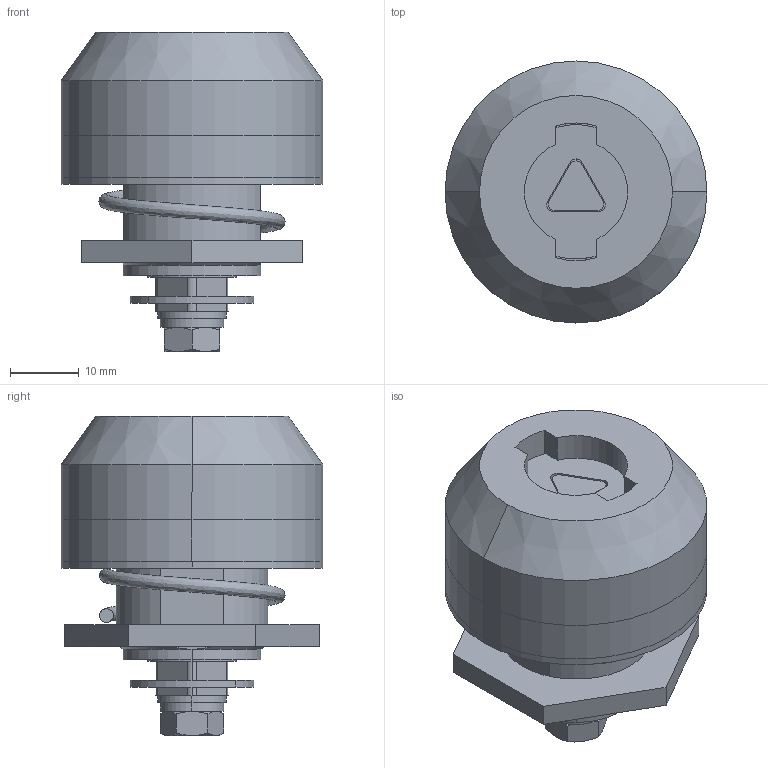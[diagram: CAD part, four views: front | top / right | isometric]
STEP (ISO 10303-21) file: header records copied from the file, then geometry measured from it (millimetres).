
FILE_DESCRIPTION (( 'STEP AP203' ), '1' );
FILE_NAME ('A-1326-4.STEP', '2022-03-04T02:48:11', ( '' ), ( '' ), 'SwSTEP 2.0', 'SolidWorks 2021', '' );
FILE_SCHEMA (( 'CONFIG_CONTROL_DESIGN' ));
Length unit declared in the file: millimetre
Products named in the file (12): A-1326-4_ハウジング_; A-1326-4_六角ナット_; A-1326-4_十字穴付皿小ねじ_内径基準ver1.02__M3x10十字穴付皿小ねじ(SUS); A-1326-4_角ワッシャー_; A-1326-4_六角ボルト_内径基準ver1.03__M5x10十字穴付六角ボルト(SUS)ダブルセムス(P3); A-1326-4_シャッター_; A-1326-4_シャフト_; A-1326-4_リングワッシャー_; A-1326-4; A-1326-4_スペーサー_; A-1326-4_受座_; A-1326-4_防水パッキン_
Assembly tree (12 placements, depth 2):
  A-1326-4
    A-1326-4_ハウジング_
    A-1326-4_受座_
    A-1326-4_シャフト_
    A-1326-4_シャッター_
    A-1326-4_スペーサー_
    A-1326-4_十字穴付皿小ねじ_内径基準ver1.02__M3x10十字穴付皿小ねじ(SUS)  x2
    A-1326-4_防水パッキン_
    A-1326-4_六角ナット_
    A-1326-4_角ワッシャー_
    A-1326-4_リングワッシャー_
    A-1326-4_六角ボルト_内径基準ver1.03__M5x10十字穴付六角ボルト(SUS)ダブルセムス(P3)
Bounding box: 38 x 38 x 46.3 mm (x, y, z)
Volume: 26378.8 mm3; surface area: 17103.2 mm2
Topology: 12 solids, 12 shells, 291 faces, 712 edges, 459 vertices
Faces by surface type: plane 150, cylinder 101, cone 38, bspline 2
Entity records: 9394 total; most frequent: CARTESIAN_POINT 1991, DIRECTION 1322, ORIENTED_EDGE 1236, EDGE_CURVE 618, AXIS2_PLACEMENT_3D 486, VERTEX_POINT 399, LINE 350, VECTOR 350
